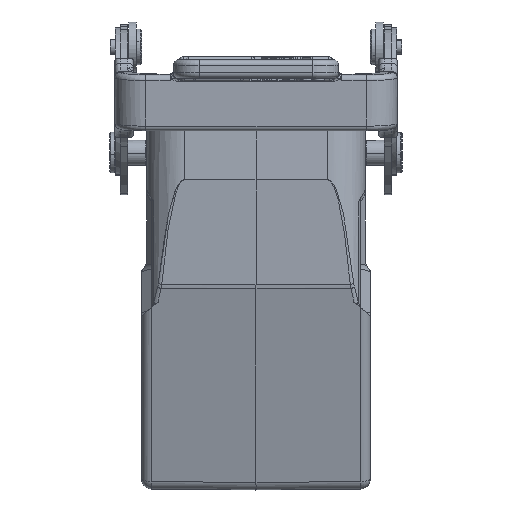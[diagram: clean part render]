
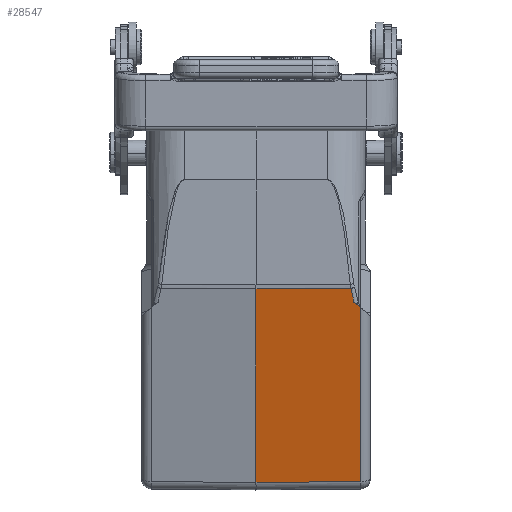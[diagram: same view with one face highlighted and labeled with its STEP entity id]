
A CAD part, left-side view. The second image highlights one B-rep face of the part: STEP entity #28547.
In plain terms, the highlighted planar face has unit normal (-0.966, -0.009, -0.259).
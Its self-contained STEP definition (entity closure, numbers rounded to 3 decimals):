
#980=CARTESIAN_POINT('',(-33.383,-20.517,
-36.083));
#996=DIRECTION('',(-0.259,0.,0.966));
#997=VECTOR('',#996,35.464);
#998=CARTESIAN_POINT('',(-24.205,-20.517,
-70.339));
#999=LINE('',#998,#997);
#1028=DIRECTION('',(-0.259,0.,0.966));
#1029=VECTOR('',#1028,39.439);
#1030=CARTESIAN_POINT('',(-24.342,0.,
-70.518));
#1031=LINE('',#1030,#1029);
#1032=CARTESIAN_POINT('',(-34.389,-18.655,
-32.394));
#1033=CARTESIAN_POINT('',(-34.15,-18.889,
-33.278));
#1034=CARTESIAN_POINT('',(-33.909,-19.089,
-34.171));
#1035=CARTESIAN_POINT('',(-33.666,-19.266,
-35.069));
#1037=DIRECTION('',(0.173,-0.765,-0.62));
#1038=VECTOR('',#1037,1.636);
#1039=CARTESIAN_POINT('',(-33.666,-19.266,
-35.069));
#1040=LINE('',#1039,#1038);
#1041=DIRECTION('',(-0.007,1.,-0.009));
#1042=VECTOR('',#1041,20.519);
#1043=CARTESIAN_POINT('',(-24.205,-20.517,
-70.339));
#1044=LINE('',#1043,#1042);
#1663=DIRECTION('',(-0.009,1.,-0.002));
#1664=VECTOR('',#1663,18.656);
#1665=CARTESIAN_POINT('',(-34.389,-18.655,
-32.394));
#1666=LINE('',#1665,#1664);
#22337=VERTEX_POINT('',#980);
#22338=CARTESIAN_POINT('',(-24.205,-20.517,
-70.339));
#22339=VERTEX_POINT('',#22338);
#22340=CARTESIAN_POINT('',(-33.666,-19.266,
-35.069));
#22341=VERTEX_POINT('',#22340);
#22347=CARTESIAN_POINT('',(-34.389,-18.655,
-32.394));
#22348=CARTESIAN_POINT('',(-34.55,0.,
-32.423));
#22349=VERTEX_POINT('',#22347);
#22350=VERTEX_POINT('',#22348);
#22351=CARTESIAN_POINT('',(-24.342,0.,
-70.518));
#22352=VERTEX_POINT('',#22351);
#28530=CARTESIAN_POINT('',(-23.945,0.,-72.));
#28531=DIRECTION('',(-0.966,-0.009,-0.259));
#28532=DIRECTION('',(-0.259,0.,0.966));
#28533=AXIS2_PLACEMENT_3D('',#28530,#28531,#28532);
#28534=PLANE('',#28533);
#28536=ORIENTED_EDGE('',*,*,#28535,.T.);
#28538=ORIENTED_EDGE('',*,*,#28537,.F.);
#28540=ORIENTED_EDGE('',*,*,#28539,.T.);
#28541=ORIENTED_EDGE('',*,*,#28513,.T.);
#28542=ORIENTED_EDGE('',*,*,#28503,.F.);
#28544=ORIENTED_EDGE('',*,*,#28543,.T.);
#28545=EDGE_LOOP('',(#28536,#28538,#28540,#28541,#28542,#28544));
#28546=FACE_OUTER_BOUND('',#28545,.F.);
#28547=ADVANCED_FACE('',(#28546),#28534,.T.);
#1036=B_SPLINE_CURVE_WITH_KNOTS('',3,(#1032,#1033,#1034,#1035),.UNSPECIFIED.,
.F.,.F.,(4,4),(0.,1.),.UNSPECIFIED.);
#28503=EDGE_CURVE('',#22339,#22337,#999,.T.);
#28513=EDGE_CURVE('',#22341,#22337,#1040,.T.);
#28535=EDGE_CURVE('',#22352,#22350,#1031,.T.);
#28537=EDGE_CURVE('',#22349,#22350,#1666,.T.);
#28539=EDGE_CURVE('',#22349,#22341,#1036,.T.);
#28543=EDGE_CURVE('',#22339,#22352,#1044,.T.);
